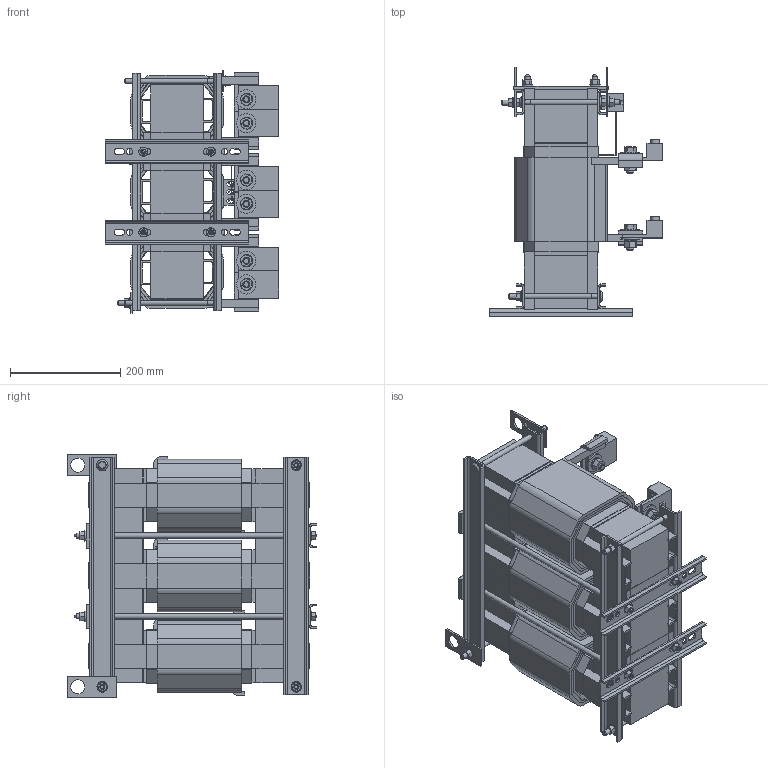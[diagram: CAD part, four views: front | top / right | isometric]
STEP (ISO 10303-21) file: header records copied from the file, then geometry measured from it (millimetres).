
FILE_DESCRIPTION(/* description */ (''),/* implementation_level */ '2;1');
FILE_NAME(/* name */ 'KLRUL362APTMG.stp',/* time_stamp */ '2020-03-10T13:29:07-05:00',/* author */ ('jnelson'),/* organization */ (''),/* preprocessor_version */ 'ST-DEVELOPER v17',/* originating_system */ 'Autodesk Inventor 2019',/* authorisation */ '');
FILE_SCHEMA (('AUTOMOTIVE_DESIGN { 1 0 10303 214 3 1 1 }'));
Length unit declared in the file: inch
Products named in the file (39): KLRUL362APTMG; KTRMG362A; 24160; 15185; 14731; 22510; 15179; 22512; 22511; 15467; 19874; 15309; 29477-KTRMG362AMSX1; 30097- LARGE  BLANK  (REACTOR); 11626 AND 1509; 1509; 11626; 28456; 19375; 13202; 28453; 28453_1; 11923insert; 11923-1; 11923-2; 11923-3; 31003; 31003_1; 31003 - Bracket; 31615; 14331 WIRING KTRMG362AMS Short Bend; 14331 WIRING KTRMG362AMS; 2401 AND 1512; 2401; 13572; 1610 AND 1511 AND 1512; 1610; 1512; 1511
Assembly tree (99 placements, depth 5):
  KLRUL362APTMG
    KTRMG362A
      14731  x2
      15185  x4
      24160  x3
      22510  x3
      15179  x4
      22512  x2
      22511  x2
      15467  x6
      19874  x2
      15309  x2
      11626  x4
      29477-KTRMG362AMSX1
      30097- LARGE  BLANK  (REACTOR)
      11626 AND 1509  x10
        1509
        11626
      28456  x2
      19375  x4
      13202  x4
      28453
        28453_1
        11923insert  x3
          11923-1
          11923-2
          11923-3
      14331 WIRING KTRMG362AMS Short Bend  x2
      14331 WIRING KTRMG362AMS  x2
      31003
        31003_1
        31003 - Bracket
      31615
    2401 AND 1512  x6
      2401
      1512
    13572  x6
    1610 AND 1511 AND 1512  x6
      1610
      1512
      1511
Bounding box: 314.17 x 451.99 x 439.67 mm (x, y, z)
Volume: 18191516.3 mm3; surface area: 3608693.7 mm2
Topology: 137 solids, 137 shells, 3868 faces, 10159 edges, 6570 vertices
Faces by surface type: plane 2071, cylinder 1509, bspline 202, cone 54, torus 28, sphere 4
Full cylindrical faces by diameter (mm): 1.524 x10, 3.842 x6, 4.166 x2, 4.496 x6, 4.724 x2, 5.436 x2, 5.867 x6, 5.938 x6, 7.01 x6, 7.798 x14, 8.382 x4, 9.322 x4, 9.525 x14, 9.652 x6, 9.957 x4, 11.176 x4, 12.7 x12, 14.224 x6, 14.287 x6, 14.351 x12, 15.748 x12, 15.875 x12, 19.05 x22, 20.904 x4, 25.4 x2, 35.052 x12
Entity records: 46161 total; most frequent: CARTESIAN_POINT 10902, ORIENTED_EDGE 7242, DIRECTION 6497, EDGE_CURVE 3621, LINE 2511, VECTOR 2511, VERTEX_POINT 2368, AXIS2_PLACEMENT_3D 1993
